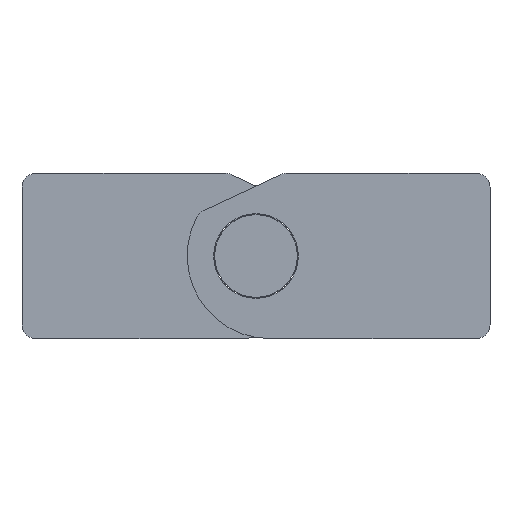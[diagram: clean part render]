
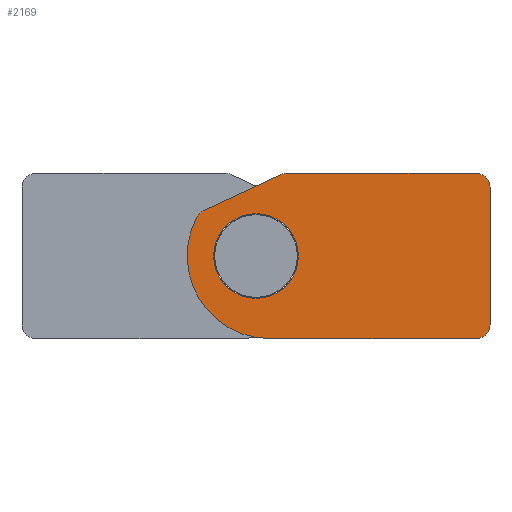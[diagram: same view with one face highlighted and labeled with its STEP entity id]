
A CAD part, front view. The second image highlights one B-rep face of the part: STEP entity #2169.
In plain terms, the highlighted planar face has unit normal (0, -1, 0).
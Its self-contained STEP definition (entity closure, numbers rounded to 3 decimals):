
#18=FACE_BOUND($,#332,.T.);
#70=PLANE($,#2320);
#189=FACE_OUTER_BOUND($,#331,.T.);
#331=EDGE_LOOP($,(#1552,#1553,#1554,#1555,#1556,#1557,#1558,#1559,#1560));
#332=EDGE_LOOP($,(#1561));
#522=LINE($,#3236,#731);
#525=LINE($,#3246,#734);
#526=LINE($,#3252,#735);
#527=LINE($,#3256,#736);
#731=VECTOR($,#2559,13.778);
#734=VECTOR($,#2568,6.2);
#735=VECTOR($,#2573,15.);
#736=VECTOR($,#2576,10.);
#939=CIRCLE($,#2316,1.);
#942=CIRCLE($,#2321,1.);
#943=CIRCLE($,#2322,6.);
#944=CIRCLE($,#2323,1.);
#945=CIRCLE($,#2324,1.);
#946=CIRCLE($,#2325,3.075);
#1033=VERTEX_POINT($,#3229);
#1034=VERTEX_POINT($,#3231);
#1035=VERTEX_POINT($,#3235);
#1039=VERTEX_POINT($,#3245);
#1040=VERTEX_POINT($,#3247);
#1041=VERTEX_POINT($,#3249);
#1042=VERTEX_POINT($,#3251);
#1043=VERTEX_POINT($,#3253);
#1044=VERTEX_POINT($,#3255);
#1045=VERTEX_POINT($,#3258);
#1242=EDGE_CURVE($,#1033,#1034,#939,.T.);
#1244=EDGE_CURVE($,#1035,#1034,#522,.T.);
#1249=EDGE_CURVE($,#1033,#1039,#525,.T.);
#1250=EDGE_CURVE($,#1040,#1039,#942,.T.);
#1251=EDGE_CURVE($,#1040,#1041,#943,.T.);
#1252=EDGE_CURVE($,#1041,#1042,#526,.T.);
#1253=EDGE_CURVE($,#1043,#1042,#944,.T.);
#1254=EDGE_CURVE($,#1043,#1044,#527,.T.);
#1255=EDGE_CURVE($,#1035,#1044,#945,.T.);
#1256=EDGE_CURVE($,#1045,#1045,#946,.T.);
#1552=ORIENTED_EDGE($,*,*,#1242,.F.);
#1553=ORIENTED_EDGE($,*,*,#1249,.T.);
#1554=ORIENTED_EDGE($,*,*,#1250,.F.);
#1555=ORIENTED_EDGE($,*,*,#1251,.T.);
#1556=ORIENTED_EDGE($,*,*,#1252,.T.);
#1557=ORIENTED_EDGE($,*,*,#1253,.F.);
#1558=ORIENTED_EDGE($,*,*,#1254,.T.);
#1559=ORIENTED_EDGE($,*,*,#1255,.F.);
#1560=ORIENTED_EDGE($,*,*,#1244,.T.);
#1561=ORIENTED_EDGE($,*,*,#1256,.T.);
#2169=ADVANCED_FACE($,(#189,#18),#70,.F.);
#2316=AXIS2_PLACEMENT_3D($,#3232,#2554,#2555);
#2320=AXIS2_PLACEMENT_3D($,#3244,#2566,#2567);
#2321=AXIS2_PLACEMENT_3D($,#3248,#2569,#2570);
#2322=AXIS2_PLACEMENT_3D($,#3250,#2571,#2572);
#2323=AXIS2_PLACEMENT_3D($,#3254,#2574,#2575);
#2324=AXIS2_PLACEMENT_3D($,#3257,#2577,#2578);
#2325=AXIS2_PLACEMENT_3D($,#3259,#2579,#2580);
#2554=DIRECTION('center_axis',(0.,1.,0.));
#2555=DIRECTION('ref_axis',(-0.216,0.,0.976));
#2559=DIRECTION($,(-1.,0.,0.));
#2566=DIRECTION('center_axis',(0.,1.,0.));
#2567=DIRECTION('ref_axis',(1.,0.,0.));
#2568=DIRECTION($,(-0.906,0.,-0.423));
#2569=DIRECTION('center_axis',(0.,1.,0.));
#2570=DIRECTION('ref_axis',(-0.686,0.,0.728));
#2571=DIRECTION('center_axis',(0.,-1.,0.));
#2572=DIRECTION('ref_axis',(1.,0.,0.));
#2573=DIRECTION($,(1.,0.,0.));
#2574=DIRECTION('center_axis',(0.,1.,0.));
#2575=DIRECTION('ref_axis',(0.707,0.,-0.707));
#2576=DIRECTION($,(0.,0.,1.));
#2577=DIRECTION('center_axis',(0.,1.,0.));
#2578=DIRECTION('ref_axis',(0.707,0.,0.707));
#2579=DIRECTION('center_axis',(0.,1.,0.));
#2580=DIRECTION('ref_axis',(-1.,0.,0.));
#3229=CARTESIAN_POINT('',(-8.201,0.,11.906));
#3231=CARTESIAN_POINT('',(-7.778,0.,12.));
#3232=CARTESIAN_POINT('Origin',(-7.778,0.,
11.));
#3235=CARTESIAN_POINT('',(6.,0.,12.));
#3236=CARTESIAN_POINT($,(6.,0.,12.));
#3244=CARTESIAN_POINT('Origin',(-2.925,0.,
5.919));
#3245=CARTESIAN_POINT('',(-13.82,0.,9.286));
#3246=CARTESIAN_POINT($,(-8.201,0.,11.906));
#3247=CARTESIAN_POINT('',(-14.277,0.,8.856));
#3248=CARTESIAN_POINT('Origin',(-13.397,0.,
8.38));
#3249=CARTESIAN_POINT('',(-9.,0.,0.));
#3250=CARTESIAN_POINT('Origin',(-9.,0.,6.));
#3251=CARTESIAN_POINT('',(6.,0.,0.));
#3252=CARTESIAN_POINT($,(-9.,0.,0.));
#3253=CARTESIAN_POINT('',(7.,0.,1.));
#3254=CARTESIAN_POINT('Origin',(6.,0.,1.));
#3255=CARTESIAN_POINT('',(7.,0.,11.));
#3256=CARTESIAN_POINT($,(7.,0.,1.));
#3257=CARTESIAN_POINT('Origin',(6.,0.,11.));
#3258=CARTESIAN_POINT('',(-6.925,0.,6.));
#3259=CARTESIAN_POINT('Origin',(-10.,0.,6.));
